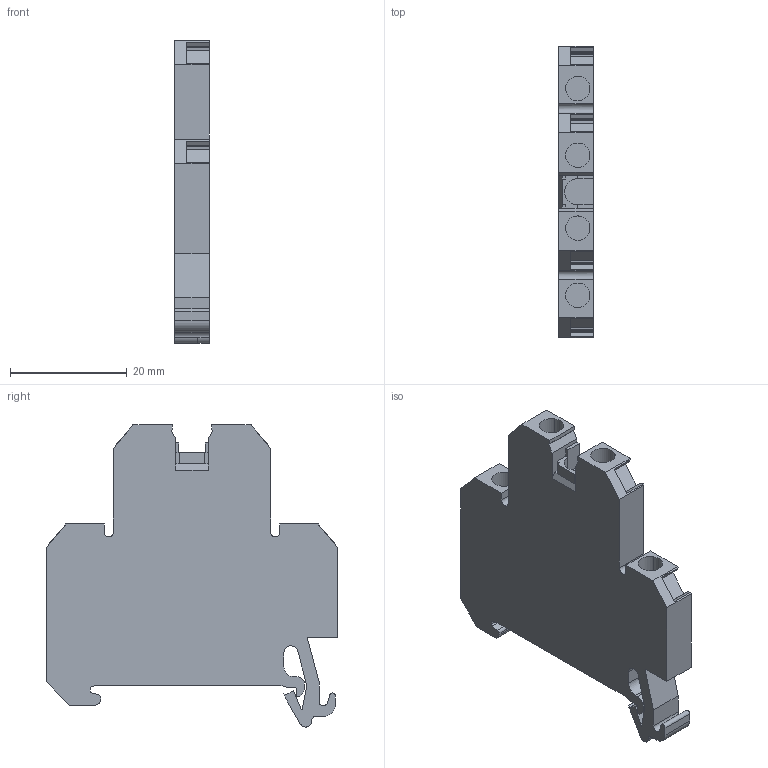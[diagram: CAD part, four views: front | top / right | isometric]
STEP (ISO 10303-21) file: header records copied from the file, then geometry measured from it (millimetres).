
FILE_DESCRIPTION(('CATIA V5 STEP Exchange','CAx-IF Rec.Pracs.--- Model Styling and Organization---1.4--- 2014-01-23'),'2;1');
FILE_NAME ('002292-3_1', '2021-09-21T05:34:38+00:00', ('none'), ('Weidmueller'), 'CATIA Version 5-6 Release 2016 SP3 HF44', 'CATIA V5 STEP AP214', 'none');
FILE_SCHEMA(('AUTOMOTIVE_DESIGN { 1 0 10303 214 1 1 1 1 }'));
Length unit declared in the file: millimetre
Products named in the file (1): 0527660000
Bounding box: 6 x 50 x 51.85 mm (x, y, z)
Volume: 9613.2 mm3; surface area: 5703.9 mm2
Topology: 1 solids, 1 shells, 159 faces, 458 edges, 306 vertices
Faces by surface type: plane 127, cylinder 32
Entity records: 5236 total; most frequent: CARTESIAN_POINT 918, ORIENTED_EDGE 916, DIRECTION 746, EDGE_CURVE 458, VECTOR 390, LINE 390, VERTEX_POINT 306, AXIS2_PLACEMENT_3D 212
